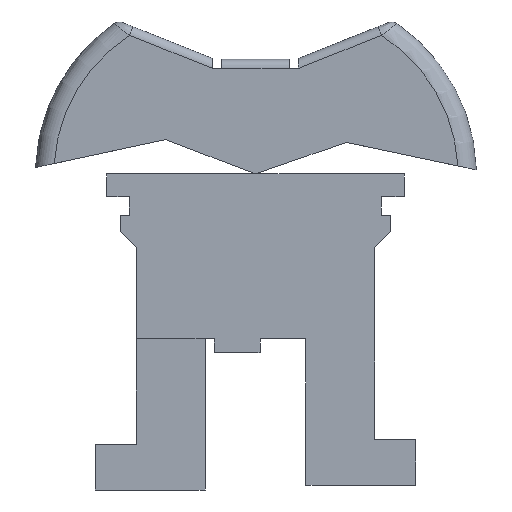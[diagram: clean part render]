
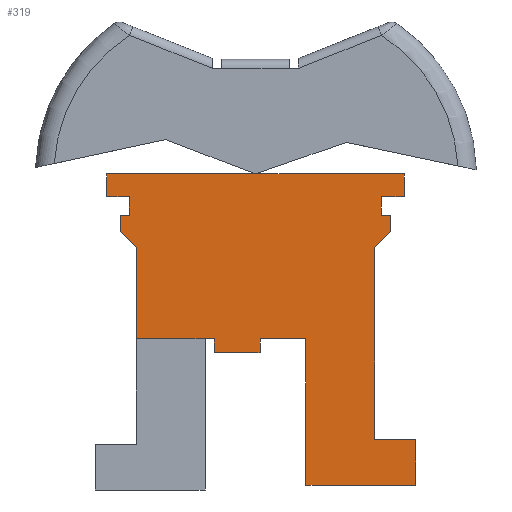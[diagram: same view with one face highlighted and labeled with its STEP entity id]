
A CAD part, left-side view. The second image highlights one B-rep face of the part: STEP entity #319.
In plain terms, the highlighted planar face has unit normal (-1, 0, 0).
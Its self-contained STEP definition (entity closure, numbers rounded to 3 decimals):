
#319=ADVANCED_FACE('',(#407),#409,.T.);
#407=FACE_OUTER_BOUND('',#408,.T.);
#408=EDGE_LOOP('',(#1101,#1102,#1103,#1104,#1105,#1106,#1107,#1108,#1109,#1110,#1111,
#1112,#1113,#1114,#1115,#1116,#1117,#1118,#1119,#1120,#1121,#1122,#1123,#1124,#1125,
#1126));
#409=PLANE('',#410);
#410=AXIS2_PLACEMENT_3D('',#411,#412,#413);
#411=CARTESIAN_POINT('',(-6.5,0.,0.));
#412=DIRECTION('',(-1.,0.,-0.));
#413=DIRECTION('',(0.,0.,-1.));
#1101=ORIENTED_EDGE('',*,*,#1506,.T.);
#1102=ORIENTED_EDGE('',*,*,#1507,.T.);
#1103=ORIENTED_EDGE('',*,*,#1508,.T.);
#1104=ORIENTED_EDGE('',*,*,#1509,.T.);
#1105=ORIENTED_EDGE('',*,*,#1510,.T.);
#1106=ORIENTED_EDGE('',*,*,#1511,.T.);
#1107=ORIENTED_EDGE('',*,*,#1512,.T.);
#1108=ORIENTED_EDGE('',*,*,#1513,.T.);
#1109=ORIENTED_EDGE('',*,*,#1514,.T.);
#1110=ORIENTED_EDGE('',*,*,#1515,.T.);
#1111=ORIENTED_EDGE('',*,*,#1516,.T.);
#1112=ORIENTED_EDGE('',*,*,#1517,.T.);
#1113=ORIENTED_EDGE('',*,*,#1518,.T.);
#1114=ORIENTED_EDGE('',*,*,#1519,.T.);
#1115=ORIENTED_EDGE('',*,*,#1520,.T.);
#1116=ORIENTED_EDGE('',*,*,#1521,.T.);
#1117=ORIENTED_EDGE('',*,*,#1481,.T.);
#1118=ORIENTED_EDGE('',*,*,#1522,.T.);
#1119=ORIENTED_EDGE('',*,*,#1523,.T.);
#1120=ORIENTED_EDGE('',*,*,#1524,.T.);
#1121=ORIENTED_EDGE('',*,*,#1525,.T.);
#1122=ORIENTED_EDGE('',*,*,#1526,.T.);
#1123=ORIENTED_EDGE('',*,*,#1527,.T.);
#1124=ORIENTED_EDGE('',*,*,#1528,.T.);
#1125=ORIENTED_EDGE('',*,*,#1529,.T.);
#1126=ORIENTED_EDGE('',*,*,#1530,.T.);
#1481=EDGE_CURVE('',#1689,#1687,#1690,.T.);
#1506=EDGE_CURVE('',#1737,#1738,#1739,.T.);
#1507=EDGE_CURVE('',#1738,#1740,#1741,.T.);
#1508=EDGE_CURVE('',#1740,#1742,#1743,.T.);
#1509=EDGE_CURVE('',#1742,#1744,#1745,.T.);
#1510=EDGE_CURVE('',#1744,#1746,#1747,.T.);
#1511=EDGE_CURVE('',#1746,#1748,#1749,.T.);
#1512=EDGE_CURVE('',#1748,#1750,#1751,.T.);
#1513=EDGE_CURVE('',#1750,#1752,#1753,.T.);
#1514=EDGE_CURVE('',#1752,#1754,#1755,.T.);
#1515=EDGE_CURVE('',#1754,#1756,#1757,.T.);
#1516=EDGE_CURVE('',#1756,#1758,#1759,.T.);
#1517=EDGE_CURVE('',#1758,#1760,#1761,.T.);
#1518=EDGE_CURVE('',#1760,#1762,#1763,.T.);
#1519=EDGE_CURVE('',#1762,#1764,#1765,.T.);
#1520=EDGE_CURVE('',#1764,#1766,#1767,.T.);
#1521=EDGE_CURVE('',#1766,#1689,#1768,.T.);
#1522=EDGE_CURVE('',#1687,#1769,#1770,.T.);
#1523=EDGE_CURVE('',#1769,#1771,#1772,.T.);
#1524=EDGE_CURVE('',#1771,#1773,#1774,.T.);
#1525=EDGE_CURVE('',#1773,#1775,#1776,.T.);
#1526=EDGE_CURVE('',#1775,#1777,#1778,.T.);
#1527=EDGE_CURVE('',#1777,#1779,#1780,.T.);
#1528=EDGE_CURVE('',#1779,#1781,#1782,.T.);
#1529=EDGE_CURVE('',#1781,#1783,#1784,.T.);
#1530=EDGE_CURVE('',#1783,#1737,#1785,.T.);
#1687=VERTEX_POINT('',#2027);
#1689=VERTEX_POINT('',#2031);
#1690=LINE('',#2032,#2033);
#1737=VERTEX_POINT('',#2129);
#1738=VERTEX_POINT('',#2130);
#1739=LINE('',#2131,#2132);
#1740=VERTEX_POINT('',#2134);
#1741=LINE('',#2135,#2136);
#1742=VERTEX_POINT('',#2138);
#1743=LINE('',#2139,#2140);
#1744=VERTEX_POINT('',#2142);
#1745=LINE('',#2143,#2144);
#1746=VERTEX_POINT('',#2146);
#1747=LINE('',#2147,#2148);
#1748=VERTEX_POINT('',#2150);
#1749=LINE('',#2151,#2152);
#1750=VERTEX_POINT('',#2154);
#1751=LINE('',#2155,#2156);
#1752=VERTEX_POINT('',#2158);
#1753=LINE('',#2159,#2160);
#1754=VERTEX_POINT('',#2162);
#1755=LINE('',#2163,#2164);
#1756=VERTEX_POINT('',#2166);
#1757=LINE('',#2167,#2168);
#1758=VERTEX_POINT('',#2170);
#1759=LINE('',#2171,#2172);
#1760=VERTEX_POINT('',#2174);
#1761=LINE('',#2175,#2176);
#1762=VERTEX_POINT('',#2178);
#1763=LINE('',#2179,#2180);
#1764=VERTEX_POINT('',#2182);
#1765=LINE('',#2183,#2184);
#1766=VERTEX_POINT('',#2186);
#1767=LINE('',#2187,#2188);
#1768=LINE('',#2190,#2191);
#1769=VERTEX_POINT('',#2193);
#1770=LINE('',#2194,#2195);
#1771=VERTEX_POINT('',#2197);
#1772=LINE('',#2198,#2199);
#1773=VERTEX_POINT('',#2201);
#1774=LINE('',#2202,#2203);
#1775=VERTEX_POINT('',#2205);
#1776=LINE('',#2206,#2207);
#1777=VERTEX_POINT('',#2209);
#1778=LINE('',#2210,#2211);
#1779=VERTEX_POINT('',#2213);
#1780=LINE('',#2214,#2215);
#1781=VERTEX_POINT('',#2217);
#1782=LINE('',#2218,#2219);
#1783=VERTEX_POINT('',#2221);
#1784=LINE('',#2222,#2223);
#1785=LINE('',#2225,#2226);
#2027=CARTESIAN_POINT('',(-6.5,-13.,18.));
#2031=CARTESIAN_POINT('',(-6.5,-13.,8.));
#2032=CARTESIAN_POINT('',(-6.5,-13.,8.));
#2033=VECTOR('',#2034,1.);
#2034=DIRECTION('',(0.,0.,1.));
#2129=CARTESIAN_POINT('',(-6.5,13.013,29.));
#2130=CARTESIAN_POINT('',(-6.5,13.013,18.));
#2131=CARTESIAN_POINT('',(-6.5,13.013,29.));
#2132=VECTOR('',#2133,1.);
#2133=DIRECTION('',(0.,0.,-1.));
#2134=CARTESIAN_POINT('',(-6.5,13.,18.));
#2135=CARTESIAN_POINT('',(-6.5,13.013,18.));
#2136=VECTOR('',#2137,1.);
#2137=DIRECTION('',(0.,-1.,0.));
#2138=CARTESIAN_POINT('',(-6.5,13.,8.));
#2139=CARTESIAN_POINT('',(-6.5,13.,18.));
#2140=VECTOR('',#2141,1.);
#2141=DIRECTION('',(0.,0.,-1.));
#2142=CARTESIAN_POINT('',(-6.5,14.75,6.25));
#2143=CARTESIAN_POINT('',(-6.5,13.,8.));
#2144=VECTOR('',#2145,1.);
#2145=DIRECTION('',(0.,0.707,-0.707));
#2146=CARTESIAN_POINT('',(-6.5,14.75,4.5));
#2147=CARTESIAN_POINT('',(-6.5,14.75,6.25));
#2148=VECTOR('',#2149,1.);
#2149=DIRECTION('',(0.,0.,-1.));
#2150=CARTESIAN_POINT('',(-6.5,13.75,4.5));
#2151=CARTESIAN_POINT('',(-6.5,14.75,4.5));
#2152=VECTOR('',#2153,1.);
#2153=DIRECTION('',(0.,-1.,0.));
#2154=CARTESIAN_POINT('',(-6.5,13.75,2.5));
#2155=CARTESIAN_POINT('',(-6.5,13.75,4.5));
#2156=VECTOR('',#2157,1.);
#2157=DIRECTION('',(0.,0.,-1.));
#2158=CARTESIAN_POINT('',(-6.5,16.25,2.5));
#2159=CARTESIAN_POINT('',(-6.5,13.75,2.5));
#2160=VECTOR('',#2161,1.);
#2161=DIRECTION('',(0.,1.,0.));
#2162=CARTESIAN_POINT('',(-6.5,16.25,0.));
#2163=CARTESIAN_POINT('',(-6.5,16.25,2.5));
#2164=VECTOR('',#2165,1.);
#2165=DIRECTION('',(0.,0.,-1.));
#2166=CARTESIAN_POINT('',(-6.5,-16.25,0.));
#2167=CARTESIAN_POINT('',(-6.5,16.25,0.));
#2168=VECTOR('',#2169,1.);
#2169=DIRECTION('',(0.,-1.,0.));
#2170=CARTESIAN_POINT('',(-6.5,-16.25,2.5));
#2171=CARTESIAN_POINT('',(-6.5,-16.25,0.));
#2172=VECTOR('',#2173,1.);
#2173=DIRECTION('',(0.,0.,1.));
#2174=CARTESIAN_POINT('',(-6.5,-13.75,2.5));
#2175=CARTESIAN_POINT('',(-6.5,-16.25,2.5));
#2176=VECTOR('',#2177,1.);
#2177=DIRECTION('',(0.,1.,0.));
#2178=CARTESIAN_POINT('',(-6.5,-13.75,4.5));
#2179=CARTESIAN_POINT('',(-6.5,-13.75,2.5));
#2180=VECTOR('',#2181,1.);
#2181=DIRECTION('',(0.,0.,1.));
#2182=CARTESIAN_POINT('',(-6.5,-14.75,4.5));
#2183=CARTESIAN_POINT('',(-6.5,-13.75,4.5));
#2184=VECTOR('',#2185,1.);
#2185=DIRECTION('',(0.,-1.,0.));
#2186=CARTESIAN_POINT('',(-6.5,-14.75,6.25));
#2187=CARTESIAN_POINT('',(-6.5,-14.75,4.5));
#2188=VECTOR('',#2189,1.);
#2189=DIRECTION('',(0.,0.,1.));
#2190=CARTESIAN_POINT('',(-6.5,-14.75,6.25));
#2191=VECTOR('',#2192,1.);
#2192=DIRECTION('',(0.,0.707,0.707));
#2193=CARTESIAN_POINT('',(-6.5,-4.5,18.));
#2194=CARTESIAN_POINT('',(-6.5,-13.,18.));
#2195=VECTOR('',#2196,1.);
#2196=DIRECTION('',(0.,1.,0.));
#2197=CARTESIAN_POINT('',(-6.5,-4.5,19.5));
#2198=CARTESIAN_POINT('',(-6.5,-4.5,18.));
#2199=VECTOR('',#2200,1.);
#2200=DIRECTION('',(0.,0.,1.));
#2201=CARTESIAN_POINT('',(-6.5,0.5,19.5));
#2202=CARTESIAN_POINT('',(-6.5,-4.5,19.5));
#2203=VECTOR('',#2204,1.);
#2204=DIRECTION('',(0.,1.,0.));
#2205=CARTESIAN_POINT('',(-6.5,0.5,18.));
#2206=CARTESIAN_POINT('',(-6.5,0.5,19.5));
#2207=VECTOR('',#2208,1.);
#2208=DIRECTION('',(0.,0.,-1.));
#2209=CARTESIAN_POINT('',(-6.5,5.513,18.));
#2210=CARTESIAN_POINT('',(-6.5,0.5,18.));
#2211=VECTOR('',#2212,1.);
#2212=DIRECTION('',(0.,1.,0.));
#2213=CARTESIAN_POINT('',(-6.5,5.513,34.));
#2214=CARTESIAN_POINT('',(-6.5,5.513,18.));
#2215=VECTOR('',#2216,1.);
#2216=DIRECTION('',(0.,0.,1.));
#2217=CARTESIAN_POINT('',(-6.5,17.513,34.));
#2218=CARTESIAN_POINT('',(-6.5,5.513,34.));
#2219=VECTOR('',#2220,1.);
#2220=DIRECTION('',(0.,1.,0.));
#2221=CARTESIAN_POINT('',(-6.5,17.513,29.));
#2222=CARTESIAN_POINT('',(-6.5,17.513,34.));
#2223=VECTOR('',#2224,1.);
#2224=DIRECTION('',(0.,0.,-1.));
#2225=CARTESIAN_POINT('',(-6.5,17.513,29.));
#2226=VECTOR('',#2227,1.);
#2227=DIRECTION('',(0.,-1.,0.));
